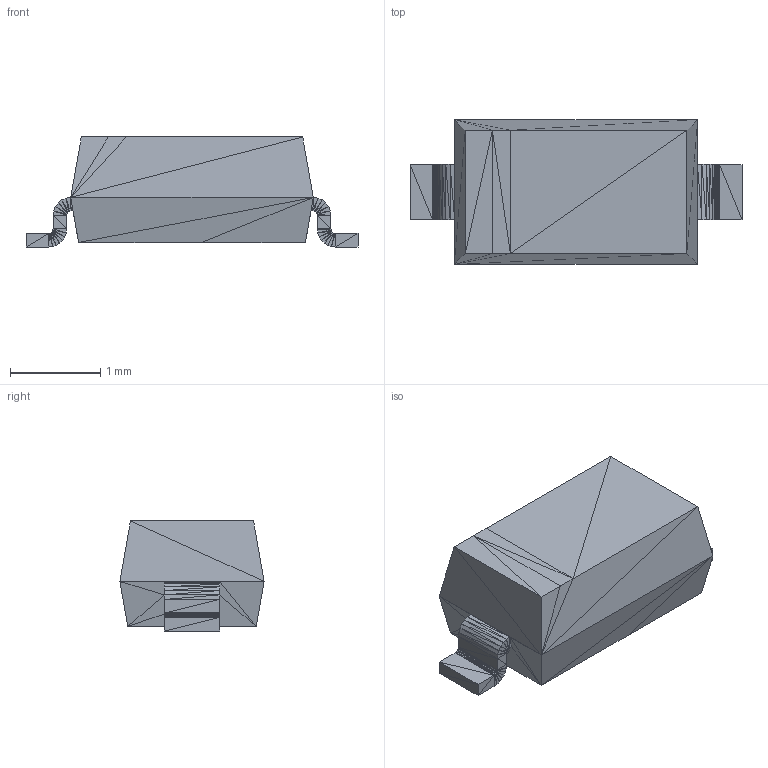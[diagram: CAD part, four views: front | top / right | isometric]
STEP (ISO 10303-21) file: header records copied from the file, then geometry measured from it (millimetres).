
FILE_DESCRIPTION(('LCKiConverter Model lckicad.xtoolbox.org','uuid: Pro:7884390a25fb4c08947731ebfba7e3f8'),'2;1');
FILE_NAME('SOD-123_L2.8-W1.8-LS3.7-RD.step','2022-01-25T11:00:53.395Z',('LCEDA'),( ''),'LCKiConverter','LCKiConverter','');
FILE_SCHEMA(('AUTOMOTIVE_DESIGN { 1 0 10303 214 1 1 1 1 }'));
Length unit declared in the file: millimetre
Products named in the file (1): SOD-123_L2.8-W1.8-LS3.7-RD
Bounding box: 3.68 x 1.6 x 1.22 mm (x, y, z)
Surface area: 19.1 mm2 (no closed solid volume)
Topology: 0 solids, 1 shells, 742 faces, 1113 edges, 373 vertices
Faces by surface type: plane 742
Entity records: 15262 total; most frequent: DIRECTION 2599, CARTESIAN_POINT 2229, ORIENTED_EDGE 2226, EDGE_CURVE 1113, LINE 1113, VECTOR 1113, AXIS2_PLACEMENT_3D 743, ADVANCED_FACE 742
